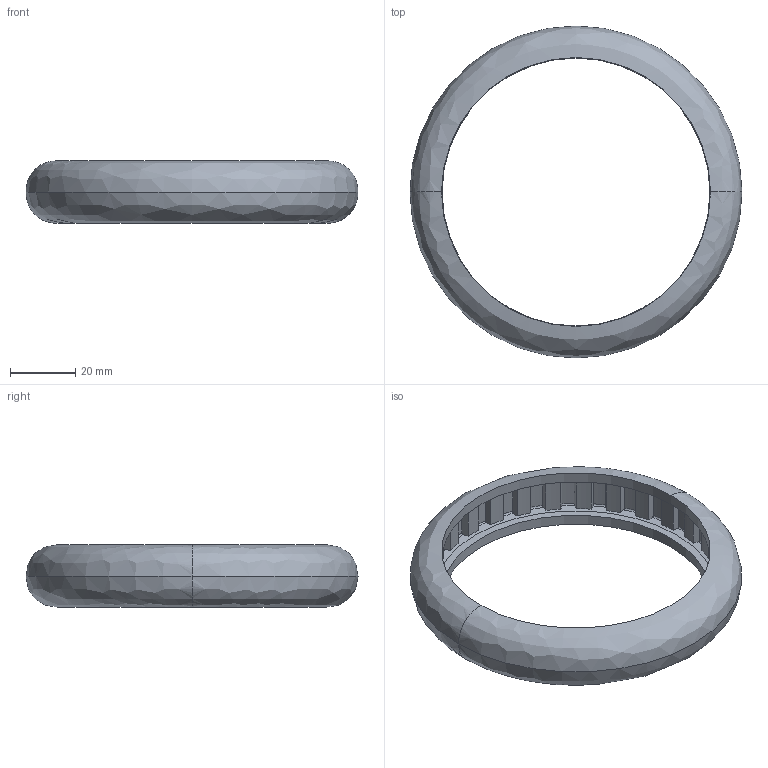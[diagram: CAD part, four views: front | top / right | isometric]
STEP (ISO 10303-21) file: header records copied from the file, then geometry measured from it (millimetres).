
FILE_DESCRIPTION(/* description */ (''),/* implementation_level */ '2;1');
FILE_NAME(/* name */ '4'''' (Diameter) Wheel With High Traction Tire-Parts\4'''' High Traction Tire.ipt.step',/* time_stamp */ '2020-04-16T23:27:51-04:00',/* author */ ('Jordan'),/* organization */ (''),/* preprocessor_version */ 'ST-DEVELOPER v17',/* originating_system */ 'Autodesk Inventor 2019',/* authorisation */ '');
FILE_SCHEMA (('AUTOMOTIVE_DESIGN { 1 0 10303 214 3 1 1 }'));
Length unit declared in the file: millimetre
Products named in the file (1): WHEEL___
Bounding box: 101.6 x 101.6 x 19.15 mm (x, y, z)
Volume: 28109.6 mm3; surface area: 17666.8 mm2
Topology: 1 solids, 1 shells, 192 faces, 574 edges, 384 vertices
Faces by surface type: bspline 66, plane 62, cylinder 61, cone 3
Full cylindrical faces by diameter (mm): 82.292 x1
Entity records: 8327 total; most frequent: CARTESIAN_POINT 3653, ORIENTED_EDGE 1148, DIRECTION 790, EDGE_CURVE 574, VERTEX_POINT 384, AXIS2_PLACEMENT_3D 333, B_SPLINE_CURVE_WITH_KNOTS 242, CIRCLE 206
